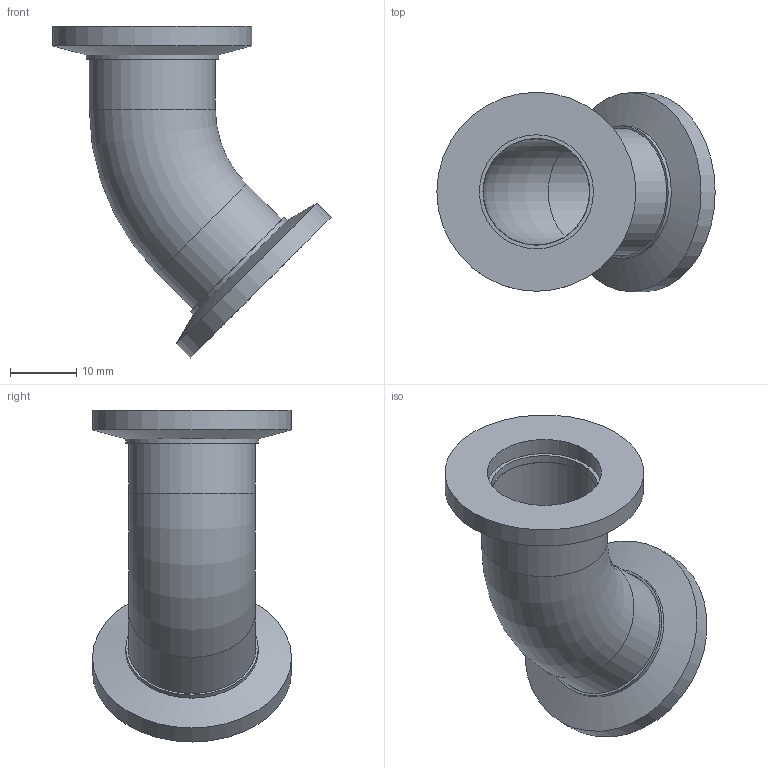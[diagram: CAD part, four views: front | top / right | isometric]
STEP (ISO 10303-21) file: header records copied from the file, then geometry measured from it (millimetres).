
FILE_DESCRIPTION(/* description */ (''),/* implementation_level */ '2;1');
FILE_NAME(/* name */ 'FL-EL45-16KF.stp',/* time_stamp */ '2018-12-04T13:10:32+00:00',/* author */ ('paul'),/* organization */ (''),/* preprocessor_version */ 'ST-DEVELOPER v17.2',/* originating_system */ 'Autodesk Inventor 2019',/* authorisation */ '');
FILE_SCHEMA (('AUTOMOTIVE_DESIGN { 1 0 10303 214 3 1 1 }'));
Length unit declared in the file: millimetre
Products named in the file (3): FL-EL45-16KF; FL-16KF-19W; tube
Assembly tree (3 placements, depth 2):
  FL-EL45-16KF
    FL-16KF-19W  x2
    tube
Bounding box: 41.94 x 30 x 50.04 mm (x, y, z)
Volume: 6682.6 mm3; surface area: 7525.7 mm2
Topology: 3 solids, 3 shells, 28 faces, 66 edges, 48 vertices
Faces by surface type: cylinder 14, plane 10, cone 2, torus 2
Full cylindrical faces by diameter (mm): 16 x2, 16.1 x2, 17.2 x2, 19 x2, 19.3 x2, 20 x2, 30 x2
Entity records: 647 total; most frequent: DIRECTION 118, CARTESIAN_POINT 92, ORIENTED_EDGE 80, AXIS2_PLACEMENT_3D 54, EDGE_CURVE 40, CIRCLE 30, VERTEX_POINT 28, EDGE_LOOP 24
